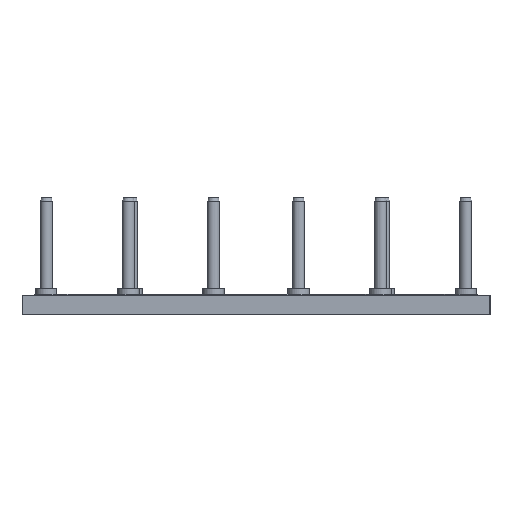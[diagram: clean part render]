
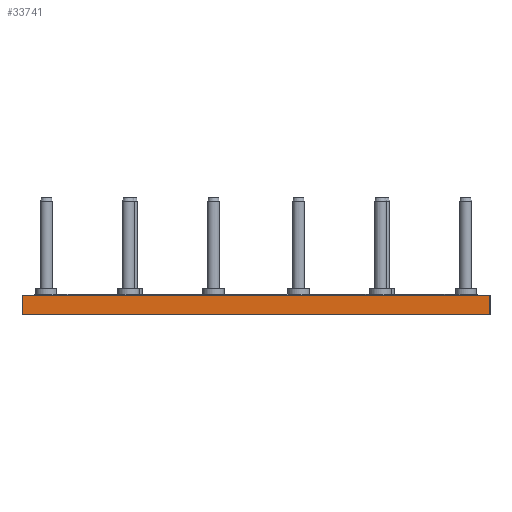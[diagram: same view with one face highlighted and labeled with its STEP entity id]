
A CAD part, left-side view. The second image highlights one B-rep face of the part: STEP entity #33741.
In plain terms, the highlighted planar face has unit normal (-1, 0, 0).
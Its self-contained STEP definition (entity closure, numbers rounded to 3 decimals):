
#377=PLANE('',#35529);
#1986=FACE_OUTER_BOUND('',#3672,.T.);
#3672=EDGE_LOOP('',(#23684,#23685,#23686,#23687));
#5502=LINE('',#46241,#10261);
#5506=LINE('',#46250,#10265);
#5507=LINE('',#46251,#10266);
#5508=LINE('',#46252,#10267);
#10261=VECTOR('',#37543,1.);
#10265=VECTOR('',#37549,1.);
#10266=VECTOR('',#37550,1.);
#10267=VECTOR('',#37551,1.);
#15279=VERTEX_POINT('',#46239);
#15280=VERTEX_POINT('',#46240);
#15283=VERTEX_POINT('',#46248);
#15284=VERTEX_POINT('',#46249);
#18651=EDGE_CURVE('',#15279,#15280,#5502,.T.);
#18655=EDGE_CURVE('',#15283,#15284,#5506,.T.);
#18656=EDGE_CURVE('',#15284,#15280,#5507,.T.);
#18657=EDGE_CURVE('',#15283,#15279,#5508,.T.);
#23684=ORIENTED_EDGE('',*,*,#18655,.T.);
#23685=ORIENTED_EDGE('',*,*,#18656,.T.);
#23686=ORIENTED_EDGE('',*,*,#18651,.F.);
#23687=ORIENTED_EDGE('',*,*,#18657,.F.);
#33741=ADVANCED_FACE('',(#1986),#377,.T.);
#35529=AXIS2_PLACEMENT_3D('',#46247,#37547,#37548);
#37543=DIRECTION('',(0.,0.,1.));
#37547=DIRECTION('center_axis',(-1.,0.,0.));
#37548=DIRECTION('ref_axis',(0.,1.,0.));
#37549=DIRECTION('',(0.,0.,1.));
#37550=DIRECTION('',(0.,1.,0.));
#37551=DIRECTION('',(0.,1.,0.));
#46239=CARTESIAN_POINT('',(50.8,-50.8,0.));
#46240=CARTESIAN_POINT('',(50.8,-50.8,1.6));
#46241=CARTESIAN_POINT('',(50.8,-50.8,0.));
#46247=CARTESIAN_POINT('Origin',(50.8,-89.916,0.));
#46248=CARTESIAN_POINT('',(50.8,-89.916,0.));
#46249=CARTESIAN_POINT('',(50.8,-89.916,1.6));
#46250=CARTESIAN_POINT('',(50.8,-89.916,0.));
#46251=CARTESIAN_POINT('',(50.8,-89.916,1.6));
#46252=CARTESIAN_POINT('',(50.8,-89.916,0.));
